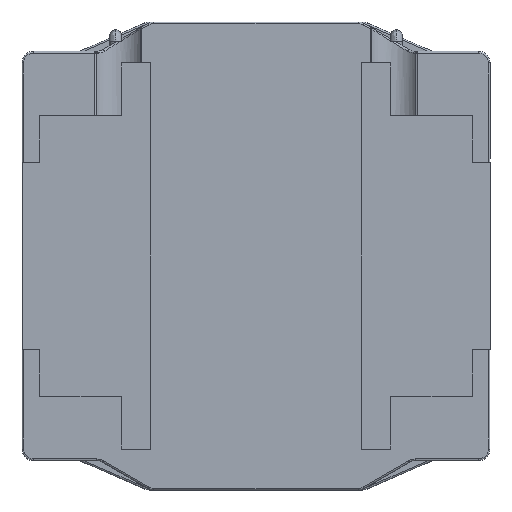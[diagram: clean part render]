
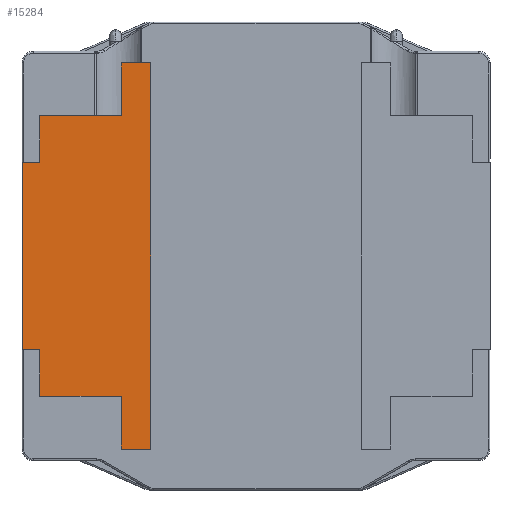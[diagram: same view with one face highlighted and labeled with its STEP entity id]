
A CAD part, front view. The second image highlights one B-rep face of the part: STEP entity #15284.
In plain terms, the highlighted face is planar.
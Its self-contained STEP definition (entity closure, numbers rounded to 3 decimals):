
#173 = CARTESIAN_POINT ( 'NONE',  ( -1.85, -0.8, 0. ) ) ;
#361 = VERTEX_POINT ( 'NONE', #22844 ) ;
#670 = LINE ( 'NONE', #1022, #6732 ) ;
#1022 = CARTESIAN_POINT ( 'NONE',  ( -1.85, -1.2, 0. ) ) ;
#1310 = ORIENTED_EDGE ( 'NONE', *, *, #12773, .T. ) ;
#1528 = VERTEX_POINT ( 'NONE', #18156 ) ;
#1667 = PLANE ( 'NONE',  #21699 ) ;
#1976 = VECTOR ( 'NONE', #20379, 1000. ) ;
#1990 = CARTESIAN_POINT ( 'NONE',  ( -1.85, 1.2, 0. ) ) ;
#2165 = VERTEX_POINT ( 'NONE', #19738 ) ;
#2316 = ORIENTED_EDGE ( 'NONE', *, *, #13768, .T. ) ;
#2649 = DIRECTION ( 'NONE',  ( 1., 0., 0. ) ) ;
#2676 = FACE_OUTER_BOUND ( 'NONE', #22079, .T. ) ;
#3278 = CARTESIAN_POINT ( 'NONE',  ( -0.9, 1.65, 0. ) ) ;
#3561 = VECTOR ( 'NONE', #17962, 1000. ) ;
#3612 = VERTEX_POINT ( 'NONE', #1990 ) ;
#4257 = CARTESIAN_POINT ( 'NONE',  ( -2., 0.8, 0. ) ) ;
#4723 = CARTESIAN_POINT ( 'NONE',  ( -1.85, 1.2, 0. ) ) ;
#4822 = VECTOR ( 'NONE', #7915, 1000. ) ;
#5712 = LINE ( 'NONE', #11890, #10143 ) ;
#5769 = DIRECTION ( 'NONE',  ( -1., 0., 0. ) ) ;
#5779 = EDGE_CURVE ( 'NONE', #9717, #7339, #8045, .T. ) ;
#6185 = LINE ( 'NONE', #10922, #16396 ) ;
#6259 = CARTESIAN_POINT ( 'NONE',  ( -1.15, 1.65, 0. ) ) ;
#6310 = CARTESIAN_POINT ( 'NONE',  ( -1.15, -1.65, 0. ) ) ;
#6655 = VECTOR ( 'NONE', #20844, 1000. ) ;
#6730 = DIRECTION ( 'NONE',  ( 1., 0., 0. ) ) ;
#6732 = VECTOR ( 'NONE', #15366, 1000. ) ;
#7022 = ORIENTED_EDGE ( 'NONE', *, *, #18374, .T. ) ;
#7189 = EDGE_CURVE ( 'NONE', #361, #18272, #10964, .T. ) ;
#7339 = VERTEX_POINT ( 'NONE', #11479 ) ;
#7915 = DIRECTION ( 'NONE',  ( 1., 0., 0. ) ) ;
#8045 = LINE ( 'NONE', #9753, #1976 ) ;
#8340 = ORIENTED_EDGE ( 'NONE', *, *, #15403, .T. ) ;
#8586 = LINE ( 'NONE', #3278, #6655 ) ;
#8801 = CARTESIAN_POINT ( 'NONE',  ( -1.15, 1.65, 0. ) ) ;
#8886 = ORIENTED_EDGE ( 'NONE', *, *, #7189, .T. ) ;
#9635 = CARTESIAN_POINT ( 'NONE',  ( -0.9, 1.65, 0. ) ) ;
#9717 = VERTEX_POINT ( 'NONE', #6310 ) ;
#9753 = CARTESIAN_POINT ( 'NONE',  ( -1.15, -1.65, 0. ) ) ;
#10143 = VECTOR ( 'NONE', #15530, 1000. ) ;
#10531 = DIRECTION ( 'NONE',  ( 0., 0., -1. ) ) ;
#10684 = VECTOR ( 'NONE', #21482, 1000. ) ;
#10922 = CARTESIAN_POINT ( 'NONE',  ( -1.45, -1.65, 0. ) ) ;
#10964 = LINE ( 'NONE', #14423, #12081 ) ;
#11065 = EDGE_CURVE ( 'NONE', #7339, #1528, #12945, .T. ) ;
#11479 = CARTESIAN_POINT ( 'NONE',  ( -1.15, -1.2, 0. ) ) ;
#11559 = EDGE_CURVE ( 'NONE', #21778, #22488, #8586, .T. ) ;
#11890 = CARTESIAN_POINT ( 'NONE',  ( -1.85, 0.8, 0. ) ) ;
#11894 = ORIENTED_EDGE ( 'NONE', *, *, #16529, .T. ) ;
#11993 = DIRECTION ( 'NONE',  ( -1., 0., 0. ) ) ;
#12050 = LINE ( 'NONE', #173, #10684 ) ;
#12081 = VECTOR ( 'NONE', #17820, 1000. ) ;
#12425 = ORIENTED_EDGE ( 'NONE', *, *, #11065, .T. ) ;
#12773 = EDGE_CURVE ( 'NONE', #13259, #3612, #5712, .T. ) ;
#12923 = DIRECTION ( 'NONE',  ( 0., 1., 0. ) ) ;
#12945 = LINE ( 'NONE', #19784, #3561 ) ;
#13259 = VERTEX_POINT ( 'NONE', #14554 ) ;
#13603 = VECTOR ( 'NONE', #12923, 1000. ) ;
#13768 = EDGE_CURVE ( 'NONE', #21151, #13259, #18915, .T. ) ;
#13959 = EDGE_CURVE ( 'NONE', #3612, #361, #18324, .T. ) ;
#13971 = CARTESIAN_POINT ( 'NONE',  ( -1.45, 0., 0. ) ) ;
#14423 = CARTESIAN_POINT ( 'NONE',  ( -1.15, 1.2, 0. ) ) ;
#14486 = ORIENTED_EDGE ( 'NONE', *, *, #16696, .T. ) ;
#14554 = CARTESIAN_POINT ( 'NONE',  ( -1.85, 0.8, 0. ) ) ;
#14843 = CARTESIAN_POINT ( 'NONE',  ( -2., 0.8, 0. ) ) ;
#15284 = ADVANCED_FACE ( 'NONE', ( #2676 ), #1667, .T. ) ;
#15366 = DIRECTION ( 'NONE',  ( 0., 1., 0. ) ) ;
#15403 = EDGE_CURVE ( 'NONE', #2165, #22591, #12050, .T. ) ;
#15530 = DIRECTION ( 'NONE',  ( 0., 1., 0. ) ) ;
#15555 = VECTOR ( 'NONE', #2649, 1000. ) ;
#15678 = ORIENTED_EDGE ( 'NONE', *, *, #5779, .T. ) ;
#15738 = ORIENTED_EDGE ( 'NONE', *, *, #11559, .T. ) ;
#16396 = VECTOR ( 'NONE', #5769, 1000. ) ;
#16529 = EDGE_CURVE ( 'NONE', #22488, #9717, #6185, .T. ) ;
#16696 = EDGE_CURVE ( 'NONE', #22591, #21151, #19402, .T. ) ;
#17206 = LINE ( 'NONE', #6259, #15555 ) ;
#17820 = DIRECTION ( 'NONE',  ( 0., 1., 0. ) ) ;
#17957 = ORIENTED_EDGE ( 'NONE', *, *, #13959, .T. ) ;
#17962 = DIRECTION ( 'NONE',  ( -1., 0., 0. ) ) ;
#18021 = ORIENTED_EDGE ( 'NONE', *, *, #18535, .T. ) ;
#18156 = CARTESIAN_POINT ( 'NONE',  ( -1.85, -1.2, 0. ) ) ;
#18272 = VERTEX_POINT ( 'NONE', #8801 ) ;
#18324 = LINE ( 'NONE', #4723, #20234 ) ;
#18374 = EDGE_CURVE ( 'NONE', #18272, #21778, #17206, .T. ) ;
#18535 = EDGE_CURVE ( 'NONE', #1528, #2165, #670, .T. ) ;
#18915 = LINE ( 'NONE', #14843, #4822 ) ;
#19402 = LINE ( 'NONE', #22039, #13603 ) ;
#19738 = CARTESIAN_POINT ( 'NONE',  ( -1.85, -0.8, 0. ) ) ;
#19784 = CARTESIAN_POINT ( 'NONE',  ( -1.15, -1.2, 0. ) ) ;
#20212 = CARTESIAN_POINT ( 'NONE',  ( -0.9, -1.65, 0. ) ) ;
#20234 = VECTOR ( 'NONE', #6730, 1000. ) ;
#20379 = DIRECTION ( 'NONE',  ( 0., 1., 0. ) ) ;
#20531 = CARTESIAN_POINT ( 'NONE',  ( -2., -0.8, 0. ) ) ;
#20844 = DIRECTION ( 'NONE',  ( 0., -1., 0. ) ) ;
#21151 = VERTEX_POINT ( 'NONE', #4257 ) ;
#21482 = DIRECTION ( 'NONE',  ( -1., 0., 0. ) ) ;
#21699 = AXIS2_PLACEMENT_3D ( 'NONE', #13971, #10531, #11993 ) ;
#21778 = VERTEX_POINT ( 'NONE', #9635 ) ;
#22039 = CARTESIAN_POINT ( 'NONE',  ( -2., -0.8, 0. ) ) ;
#22079 = EDGE_LOOP ( 'NONE', ( #7022, #15738, #11894, #15678, #12425, #18021, #8340, #14486, #2316, #1310, #17957, #8886 ) ) ;
#22488 = VERTEX_POINT ( 'NONE', #20212 ) ;
#22591 = VERTEX_POINT ( 'NONE', #20531 ) ;
#22844 = CARTESIAN_POINT ( 'NONE',  ( -1.15, 1.2, 0. ) ) ;
